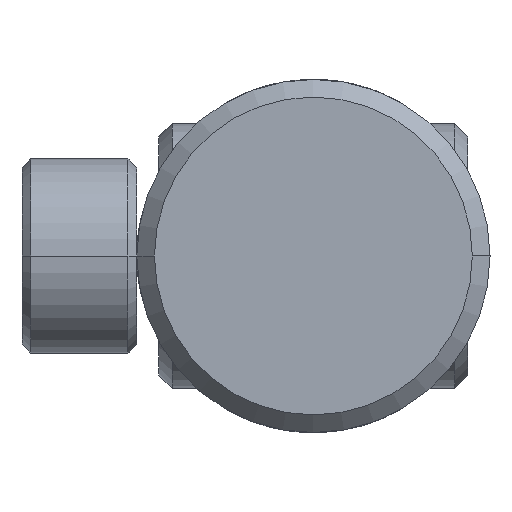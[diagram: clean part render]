
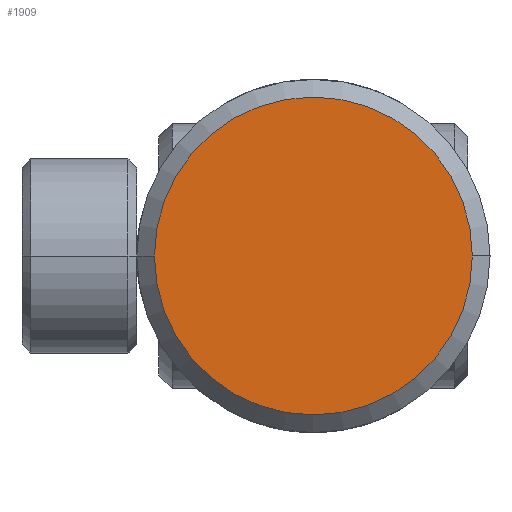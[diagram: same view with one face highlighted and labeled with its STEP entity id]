
A CAD part, left-side view. The second image highlights one B-rep face of the part: STEP entity #1909.
In plain terms, the highlighted planar face has unit normal (-1, 0, 0).
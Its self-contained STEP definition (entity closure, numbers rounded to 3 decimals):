
#143 = CARTESIAN_POINT ( 'NONE',  ( 0., -18., 0. ) ) ;
#272 = VERTEX_POINT ( 'NONE', #3415 ) ;
#355 = EDGE_LOOP ( 'NONE', ( #822, #2613 ) ) ;
#510 = DIRECTION ( 'NONE',  ( 1., 0., 0. ) ) ;
#523 = EDGE_CURVE ( 'NONE', #1495, #272, #2909, .T. ) ;
#534 = CIRCLE ( 'NONE', #1694, 18. ) ;
#535 = EDGE_CURVE ( 'NONE', #272, #1495, #534, .T. ) ;
#794 = DIRECTION ( 'NONE',  ( -1., 0., 0. ) ) ;
#822 = ORIENTED_EDGE ( 'NONE', *, *, #535, .F. ) ;
#1323 = FACE_OUTER_BOUND ( 'NONE', #355, .T. ) ;
#1495 = VERTEX_POINT ( 'NONE', #143 ) ;
#1694 = AXIS2_PLACEMENT_3D ( 'NONE', #1739, #3925, #2053 ) ;
#1739 = CARTESIAN_POINT ( 'NONE',  ( 0., 0., 0. ) ) ;
#1909 = ADVANCED_FACE ( 'NONE', ( #1323 ), #3813, .T. ) ;
#2053 = DIRECTION ( 'NONE',  ( 0., 1., 0. ) ) ;
#2314 = AXIS2_PLACEMENT_3D ( 'NONE', #2345, #510, #2644 ) ;
#2345 = CARTESIAN_POINT ( 'NONE',  ( 0., 0., 0. ) ) ;
#2410 = AXIS2_PLACEMENT_3D ( 'NONE', #3241, #794, #2936 ) ;
#2613 = ORIENTED_EDGE ( 'NONE', *, *, #523, .F. ) ;
#2644 = DIRECTION ( 'NONE',  ( 0., 1., 0. ) ) ;
#2909 = CIRCLE ( 'NONE', #2314, 18. ) ;
#2936 = DIRECTION ( 'NONE',  ( 0., -1., 0. ) ) ;
#3241 = CARTESIAN_POINT ( 'NONE',  ( 0., 0., 0. ) ) ;
#3415 = CARTESIAN_POINT ( 'NONE',  ( 0., 18., 0. ) ) ;
#3813 = PLANE ( 'NONE',  #2410 ) ;
#3925 = DIRECTION ( 'NONE',  ( 1., 0., 0. ) ) ;
